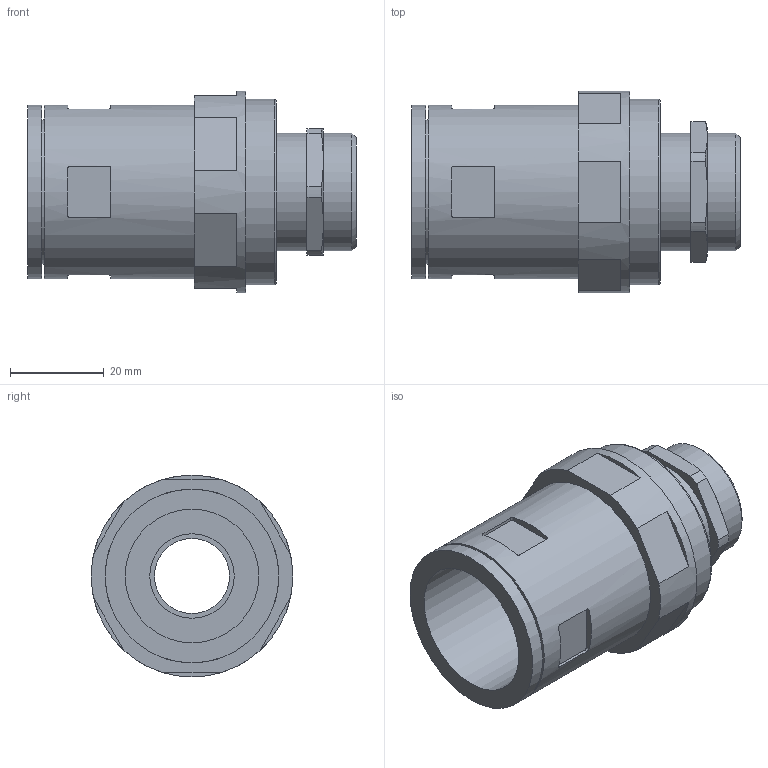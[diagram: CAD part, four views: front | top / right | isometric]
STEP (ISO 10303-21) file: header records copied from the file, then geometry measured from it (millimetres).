
FILE_DESCRIPTION( ( 'STEP AP203' ), '1' );
FILE_NAME( 'FLEXA RQGKZE-M 5111.028.225.stp', '2020-03-25T08:13:12', ( 'License CC BY-ND 4.0' ), ( 'CADENAS' ), ' ', 'PARTsolutions', ' ' );
FILE_SCHEMA( ( 'CONFIG_CONTROL_DESIGN' ) );
Length unit declared in the file: millimetre
Products named in the file (3): FLEXA RQGKZE-M 5111.028.225; _FLEXA RQGK2-M 5108.028.225; _FLEXA RQGKZE-M-Zwischenstutzen 5111.028.225
Assembly tree (2 placements, depth 2):
  FLEXA RQGKZE-M 5111.028.225
    _FLEXA RQGK2-M 5108.028.225
    _FLEXA RQGKZE-M-Zwischenstutzen 5111.028.225
Bounding box: 70 x 43 x 43 mm (x, y, z)
Volume: 36456.4 mm3; surface area: 17706.3 mm2
Topology: 2 solids, 2 shells, 100 faces, 238 edges, 155 vertices
Faces by surface type: plane 52, cylinder 36, cone 11, torus 1
Full cylindrical faces by diameter (mm): 16 x1, 18 x1, 21 x1, 23.16 x1, 25 x2, 28.5 x1, 30.9 x1, 31.13 x1, 31.53 x1, 37 x2, 39.48 x1, 43 x1
Entity records: 2930 total; most frequent: CARTESIAN_POINT 585, DIRECTION 476, ORIENTED_EDGE 424, EDGE_CURVE 212, AXIS2_PLACEMENT_3D 189, VERTEX_POINT 150, EDGE_LOOP 138, FACE_OUTER_BOUND 115
